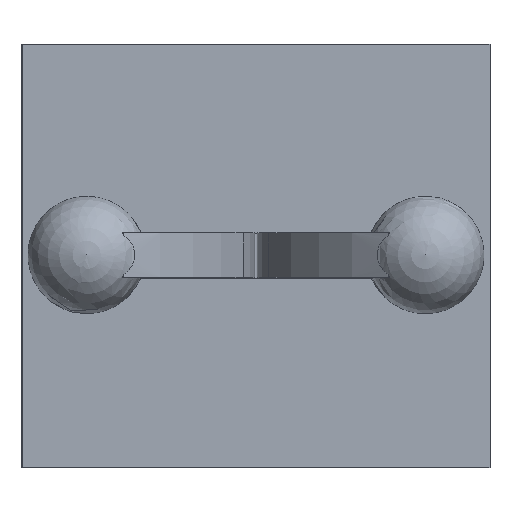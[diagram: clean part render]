
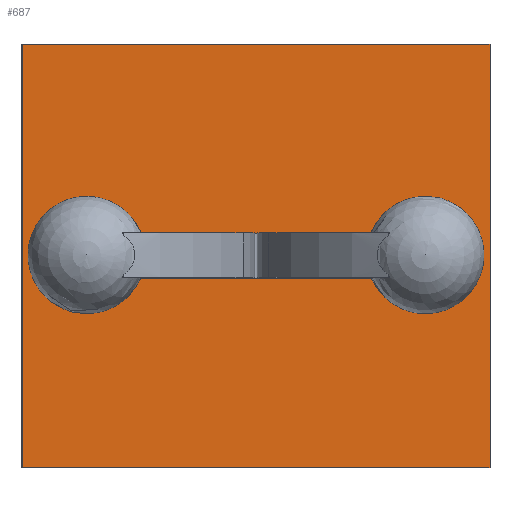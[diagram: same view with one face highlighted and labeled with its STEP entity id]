
A CAD part, top view. The second image highlights one B-rep face of the part: STEP entity #687.
In plain terms, the highlighted planar face has unit normal (0, 0, 1).
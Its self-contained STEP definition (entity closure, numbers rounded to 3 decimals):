
#51=PLANE('',#795);
#79=LINE('',#1083,#141);
#84=LINE('',#1120,#146);
#92=LINE('',#1160,#154);
#93=LINE('',#1162,#155);
#97=LINE('',#1171,#159);
#98=LINE('',#1173,#160);
#99=LINE('',#1175,#161);
#100=LINE('',#1177,#162);
#141=VECTOR('',#872,1000.);
#146=VECTOR('',#903,1000.);
#154=VECTOR('',#941,1000.);
#155=VECTOR('',#944,1000.);
#159=VECTOR('',#950,1000.);
#160=VECTOR('',#953,1000.);
#161=VECTOR('',#954,1000.);
#162=VECTOR('',#955,1000.);
#312=ORIENTED_EDGE('',*,*,#429,.F.);
#313=ORIENTED_EDGE('',*,*,#442,.T.);
#314=ORIENTED_EDGE('',*,*,#412,.T.);
#315=ORIENTED_EDGE('',*,*,#443,.F.);
#316=ORIENTED_EDGE('',*,*,#448,.F.);
#317=ORIENTED_EDGE('',*,*,#447,.F.);
#318=ORIENTED_EDGE('',*,*,#449,.T.);
#319=ORIENTED_EDGE('',*,*,#450,.T.);
#412=EDGE_CURVE('',#494,#505,#79,.T.);
#429=EDGE_CURVE('',#517,#507,#84,.T.);
#442=EDGE_CURVE('',#517,#494,#92,.T.);
#443=EDGE_CURVE('',#507,#505,#93,.T.);
#447=EDGE_CURVE('',#523,#521,#97,.T.);
#448=EDGE_CURVE('',#521,#524,#98,.T.);
#449=EDGE_CURVE('',#523,#525,#99,.T.);
#450=EDGE_CURVE('',#525,#524,#100,.T.);
#494=VERTEX_POINT('',#1058);
#505=VERTEX_POINT('',#1082);
#507=VERTEX_POINT('',#1097);
#517=VERTEX_POINT('',#1119);
#521=VERTEX_POINT('',#1166);
#523=VERTEX_POINT('',#1170);
#524=VERTEX_POINT('',#1174);
#525=VERTEX_POINT('',#1176);
#596=EDGE_LOOP('',(#312,#313,#314,#315));
#597=EDGE_LOOP('',(#316,#317,#318,#319));
#636=FACE_BOUND('',#596,.T.);
#637=FACE_BOUND('',#597,.T.);
#687=ADVANCED_FACE('',(#636,#637),#51,.T.);
#795=AXIS2_PLACEMENT_3D('',#1172,#951,#952);
#872=DIRECTION('',(1.,0.,0.));
#903=DIRECTION('',(1.,0.,0.));
#941=DIRECTION('',(0.,1.,0.));
#944=DIRECTION('',(0.,1.,0.));
#950=DIRECTION('',(0.,1.,0.));
#951=DIRECTION('',(0.,0.,1.));
#952=DIRECTION('',(1.,0.,0.));
#953=DIRECTION('',(1.,0.,0.));
#954=DIRECTION('',(1.,0.,0.));
#955=DIRECTION('',(0.,1.,0.));
#1058=CARTESIAN_POINT('',(-2.,1.,0.));
#1082=CARTESIAN_POINT('',(2.,1.,0.));
#1083=CARTESIAN_POINT('',(-2.,1.,0.));
#1097=CARTESIAN_POINT('',(2.,-1.,0.));
#1119=CARTESIAN_POINT('',(-2.,-1.,0.));
#1120=CARTESIAN_POINT('',(-2.,-1.,0.));
#1160=CARTESIAN_POINT('',(-2.,-1.,0.));
#1162=CARTESIAN_POINT('',(2.,-1.,0.));
#1166=CARTESIAN_POINT('',(-10.5,9.5,0.));
#1170=CARTESIAN_POINT('',(-10.5,-9.5,0.));
#1171=CARTESIAN_POINT('',(-10.5,-9.5,0.));
#1172=CARTESIAN_POINT('',(-10.5,-9.5,0.));
#1173=CARTESIAN_POINT('',(-10.5,9.5,0.));
#1174=CARTESIAN_POINT('',(10.5,9.5,0.));
#1175=CARTESIAN_POINT('',(-10.5,-9.5,0.));
#1176=CARTESIAN_POINT('',(10.5,-9.5,0.));
#1177=CARTESIAN_POINT('',(10.5,-9.5,0.));
